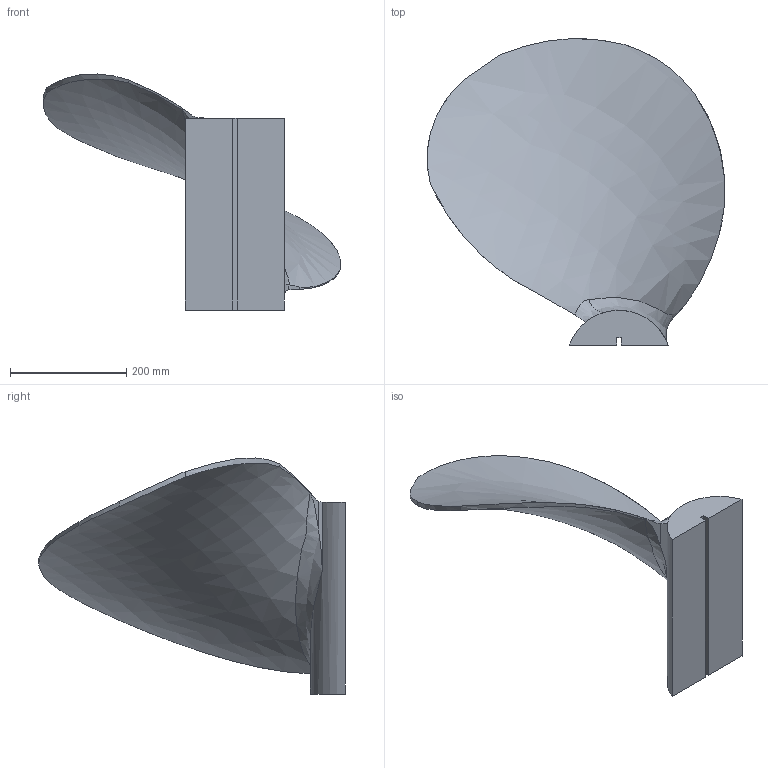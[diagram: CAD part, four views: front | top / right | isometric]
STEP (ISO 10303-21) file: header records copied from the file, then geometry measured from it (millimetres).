
FILE_DESCRIPTION(('FreeCAD Model'),'2;1');
FILE_NAME('Open CASCADE Shape Model','2024-06-02T14:49:53',('Author'),( ''),'Open CASCADE STEP processor 7.6','FreeCAD','Unknown');
FILE_SCHEMA(('AUTOMOTIVE_DESIGN { 1 0 10303 214 1 1 1 1 }'));
Length unit declared in the file: millimetre
Products named in the file (1): 1
Bounding box: 511.33 x 527.3 x 405.85 mm (x, y, z)
Volume: 7267020.8 mm3; surface area: 621264.5 mm2
Topology: 1 solids, 1 shells, 27 faces, 75 edges, 50 vertices
Faces by surface type: cylinder 15, plane 7, bspline 3, offset 2
Entity records: 5278 total; most frequent: CARTESIAN_POINT 4654, ORIENTED_EDGE 150, DIRECTION 85, EDGE_CURVE 75, VERTEX_POINT 50, B_SPLINE_CURVE_WITH_KNOTS 40, LINE 29, VECTOR 29
